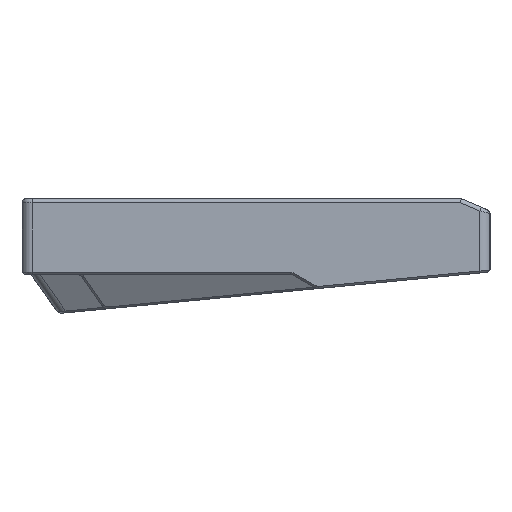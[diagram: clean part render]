
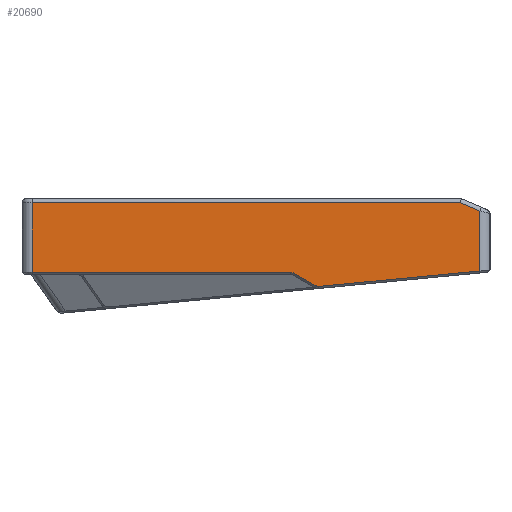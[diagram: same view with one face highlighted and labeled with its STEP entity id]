
A CAD part, left-side view. The second image highlights one B-rep face of the part: STEP entity #20690.
In plain terms, the highlighted planar face has unit normal (-1, 0, 0).
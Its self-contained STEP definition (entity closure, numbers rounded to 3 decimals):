
#281=B_SPLINE_CURVE_WITH_KNOTS('',3,(#30037,#30038,#30039,#30040),
 .UNSPECIFIED.,.F.,.F.,(4,4),(1.552,1.571),
 .UNSPECIFIED.);
#400=PLANE('',#21832);
#1033=FACE_OUTER_BOUND('',#2155,.T.);
#2155=EDGE_LOOP('',(#13917,#13918,#13919,#13920,#13921,#13922,#13923,#13924,
#13925,#13926));
#3489=CIRCLE('',#21833,2.1);
#3490=CIRCLE('',#21834,1.1);
#4393=LINE('',#29918,#6502);
#4400=LINE('',#29953,#6509);
#4405=LINE('',#30025,#6514);
#4406=LINE('',#30027,#6515);
#4407=LINE('',#30031,#6516);
#4408=LINE('',#30035,#6517);
#4409=LINE('',#30041,#6518);
#6502=VECTOR('',#23809,10.);
#6509=VECTOR('',#23848,10.);
#6514=VECTOR('',#23873,10.);
#6515=VECTOR('',#23874,10.);
#6516=VECTOR('',#23877,10.);
#6517=VECTOR('',#23880,10.);
#6518=VECTOR('',#23881,10.);
#8611=VERTEX_POINT('',#29916);
#8612=VERTEX_POINT('',#29917);
#8623=VERTEX_POINT('',#29946);
#8631=VERTEX_POINT('',#30024);
#8632=VERTEX_POINT('',#30026);
#8633=VERTEX_POINT('',#30028);
#8634=VERTEX_POINT('',#30030);
#8635=VERTEX_POINT('',#30032);
#8636=VERTEX_POINT('',#30034);
#8637=VERTEX_POINT('',#30036);
#10697=EDGE_CURVE('',#8611,#8612,#4393,.T.);
#10715=EDGE_CURVE('',#8623,#8611,#4400,.T.);
#10727=EDGE_CURVE('',#8631,#8623,#4405,.T.);
#10728=EDGE_CURVE('',#8632,#8631,#4406,.T.);
#10729=EDGE_CURVE('',#8633,#8632,#3489,.T.);
#10730=EDGE_CURVE('',#8634,#8633,#4407,.T.);
#10731=EDGE_CURVE('',#8635,#8634,#3490,.T.);
#10732=EDGE_CURVE('',#8636,#8635,#4408,.T.);
#10733=EDGE_CURVE('',#8637,#8636,#281,.T.);
#10734=EDGE_CURVE('',#8612,#8637,#4409,.T.);
#13917=ORIENTED_EDGE('',*,*,#10697,.F.);
#13918=ORIENTED_EDGE('',*,*,#10715,.F.);
#13919=ORIENTED_EDGE('',*,*,#10727,.F.);
#13920=ORIENTED_EDGE('',*,*,#10728,.F.);
#13921=ORIENTED_EDGE('',*,*,#10729,.F.);
#13922=ORIENTED_EDGE('',*,*,#10730,.F.);
#13923=ORIENTED_EDGE('',*,*,#10731,.F.);
#13924=ORIENTED_EDGE('',*,*,#10732,.F.);
#13925=ORIENTED_EDGE('',*,*,#10733,.F.);
#13926=ORIENTED_EDGE('',*,*,#10734,.F.);
#20690=ADVANCED_FACE('',(#1033),#400,.F.);
#21832=AXIS2_PLACEMENT_3D('',#30023,#23871,#23872);
#21833=AXIS2_PLACEMENT_3D('',#30029,#23875,#23876);
#21834=AXIS2_PLACEMENT_3D('',#30033,#23878,#23879);
#23809=DIRECTION('',(0.,-0.919,-0.394));
#23848=DIRECTION('',(0.,-1.,0.));
#23871=DIRECTION('center_axis',(1.,0.,0.));
#23872=DIRECTION('ref_axis',(0.,-1.,0.));
#23873=DIRECTION('',(0.,0.,1.));
#23874=DIRECTION('',(0.,1.,0.));
#23875=DIRECTION('center_axis',(-1.,0.,0.));
#23876=DIRECTION('ref_axis',(0.,-0.259,0.966));
#23877=DIRECTION('',(0.,0.866,0.5));
#23878=DIRECTION('center_axis',(1.,0.,0.));
#23879=DIRECTION('ref_axis',(0.,0.212,-0.977));
#23880=DIRECTION('',(0.,0.995,-0.096));
#23881=DIRECTION('',(0.,0.,-1.));
#29916=CARTESIAN_POINT('',(-4.275,-2.27,6.8));
#29917=CARTESIAN_POINT('',(-4.275,-6.975,4.783));
#29918=CARTESIAN_POINT('',(-4.275,41.452,25.538));
#29946=CARTESIAN_POINT('',(-4.275,102.225,6.8));
#29953=CARTESIAN_POINT('',(-4.275,76.175,6.8));
#30023=CARTESIAN_POINT('Origin',(-4.275,104.725,7.8));
#30024=CARTESIAN_POINT('',(-4.275,102.225,-10.2));
#30025=CARTESIAN_POINT('',(-4.275,102.225,7.8));
#30026=CARTESIAN_POINT('',(-4.275,39.222,-10.2));
#30027=CARTESIAN_POINT('',(-4.275,71.759,-10.2));
#30028=CARTESIAN_POINT('',(-4.275,38.172,-10.481));
#30029=CARTESIAN_POINT('Origin',(-4.275,39.222,-12.3));
#30030=CARTESIAN_POINT('',(-4.275,32.978,-13.48));
#30031=CARTESIAN_POINT('',(-4.275,64.269,4.586));
#30032=CARTESIAN_POINT('',(-4.275,32.322,-13.622));
#30033=CARTESIAN_POINT('Origin',(-4.275,32.428,-12.527));
#30034=CARTESIAN_POINT('',(-4.275,-6.927,-9.843));
#30035=CARTESIAN_POINT('',(-4.275,46.295,-14.968));
#30036=CARTESIAN_POINT('',(-4.275,-6.975,-9.838));
#30037=CARTESIAN_POINT('Ctrl Pts',(-4.275,-6.975,
-9.838));
#30038=CARTESIAN_POINT('Ctrl Pts',(-4.275,-6.959,
-9.84));
#30039=CARTESIAN_POINT('Ctrl Pts',(-4.275,-6.943,
-9.841));
#30040=CARTESIAN_POINT('Ctrl Pts',(-4.275,-6.927,-9.843));
#30041=CARTESIAN_POINT('',(-4.275,-6.975,7.8));
